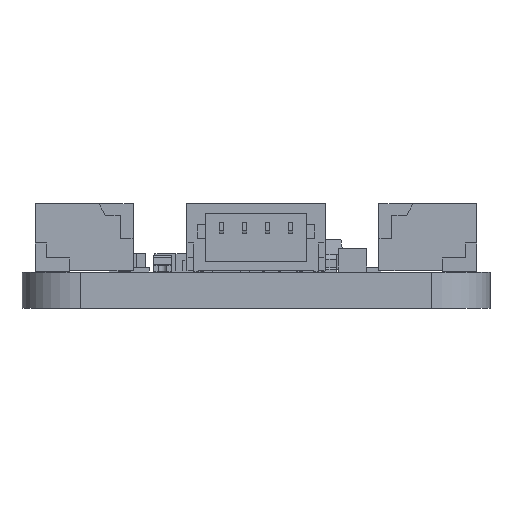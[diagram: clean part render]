
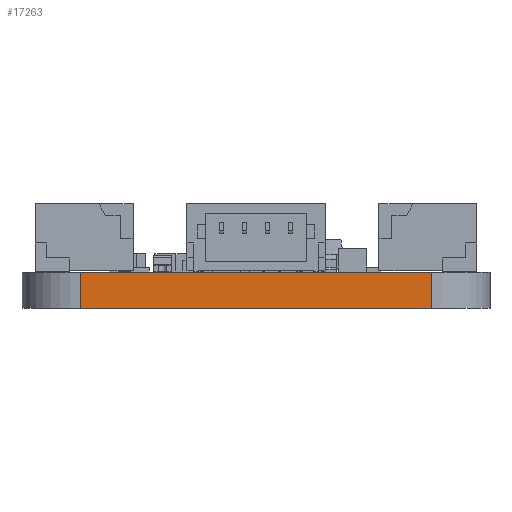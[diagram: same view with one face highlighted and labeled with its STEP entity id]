
A CAD part, left-side view. The second image highlights one B-rep face of the part: STEP entity #17263.
In plain terms, the highlighted planar face has unit normal (-1, 0, 0).
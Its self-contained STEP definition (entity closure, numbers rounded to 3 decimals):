
#339=PLANE('',#18515);
#1123=FACE_OUTER_BOUND('',#2061,.T.);
#2061=EDGE_LOOP('',(#11938,#11939,#11940,#11941));
#3163=LINE('',#25053,#5163);
#3164=LINE('',#25056,#5164);
#3165=LINE('',#25058,#5165);
#3166=LINE('',#25059,#5166);
#5163=VECTOR('',#20270,10.);
#5164=VECTOR('',#20273,10.);
#5165=VECTOR('',#20274,10.);
#5166=VECTOR('',#20275,10.);
#7692=VERTEX_POINT('',#25049);
#7693=VERTEX_POINT('',#25051);
#7694=VERTEX_POINT('',#25055);
#7695=VERTEX_POINT('',#25057);
#9395=EDGE_CURVE('',#7692,#7693,#3163,.T.);
#9396=EDGE_CURVE('',#7694,#7692,#3164,.T.);
#9397=EDGE_CURVE('',#7695,#7693,#3165,.T.);
#9398=EDGE_CURVE('',#7694,#7695,#3166,.T.);
#11938=ORIENTED_EDGE('',*,*,#9396,.T.);
#11939=ORIENTED_EDGE('',*,*,#9395,.T.);
#11940=ORIENTED_EDGE('',*,*,#9397,.F.);
#11941=ORIENTED_EDGE('',*,*,#9398,.F.);
#17263=ADVANCED_FACE('',(#1123),#339,.T.);
#18515=AXIS2_PLACEMENT_3D('',#25054,#20271,#20272);
#20270=DIRECTION('',(0.,0.,1.));
#20271=DIRECTION('center_axis',(-1.,0.,0.));
#20272=DIRECTION('ref_axis',(0.,-1.,0.));
#20273=DIRECTION('',(0.,-1.,0.));
#20274=DIRECTION('',(0.,-1.,0.));
#20275=DIRECTION('',(0.,0.,1.));
#25049=CARTESIAN_POINT('',(0.,2.54,0.));
#25051=CARTESIAN_POINT('',(0.,2.54,1.57));
#25053=CARTESIAN_POINT('',(0.,2.54,0.));
#25054=CARTESIAN_POINT('Origin',(0.,17.78,0.));
#25055=CARTESIAN_POINT('',(0.,17.78,0.));
#25056=CARTESIAN_POINT('',(0.,17.78,0.));
#25057=CARTESIAN_POINT('',(0.,17.78,1.57));
#25058=CARTESIAN_POINT('',(0.,17.78,1.57));
#25059=CARTESIAN_POINT('',(0.,17.78,0.));
